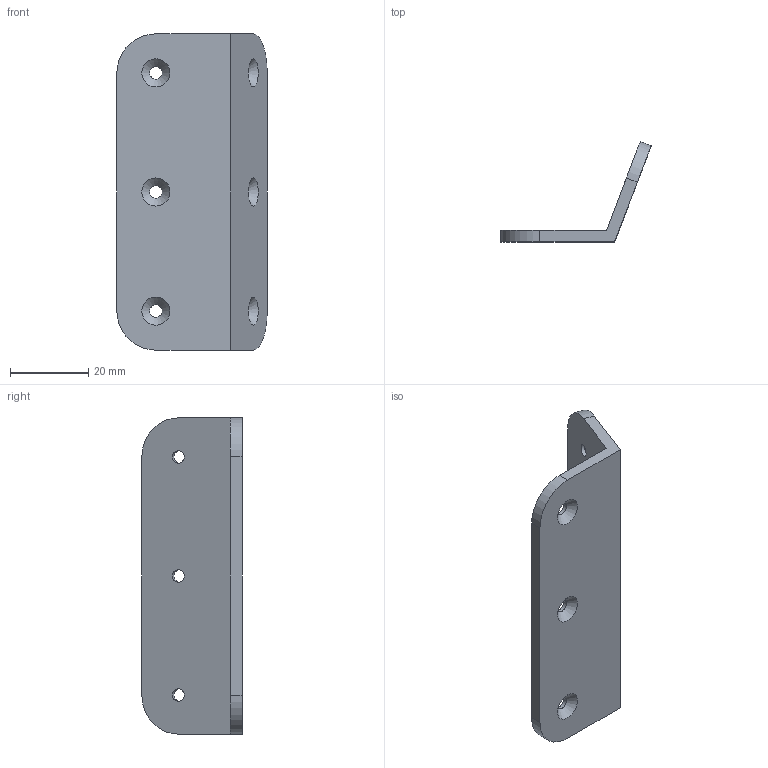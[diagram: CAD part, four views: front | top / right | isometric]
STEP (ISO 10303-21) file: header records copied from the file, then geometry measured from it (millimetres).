
FILE_DESCRIPTION(('STEP AP203'), '1');
FILE_NAME('Corner_bottop_front', '', ('UNSPECIFIED'), ('UNSPECIFIED'), 'C3D Converter', 'C3D Toolkit', '');
FILE_SCHEMA(('CONFIG_CONTROL_DESIGN'));
Length unit declared in the file: millimetre
Bounding box: 38.51 x 25.67 x 81 mm (x, y, z)
Volume: 12402.5 mm3; surface area: 9278.7 mm2
Topology: 1 solids, 1 shells, 24 faces, 60 edges, 38 vertices
Faces by surface type: cylinder 10, plane 8, cone 6
Full cylindrical faces by diameter (mm): 3.2 x6
Entity records: 913 total; most frequent: DIRECTION 124, CARTESIAN_POINT 111, ORIENTED_EDGE 96, AXIS2_PLACEMENT_3D 51, EDGE_LOOP 48, EDGE_CURVE 48, VERTEX_POINT 38, CIRCLE 26
